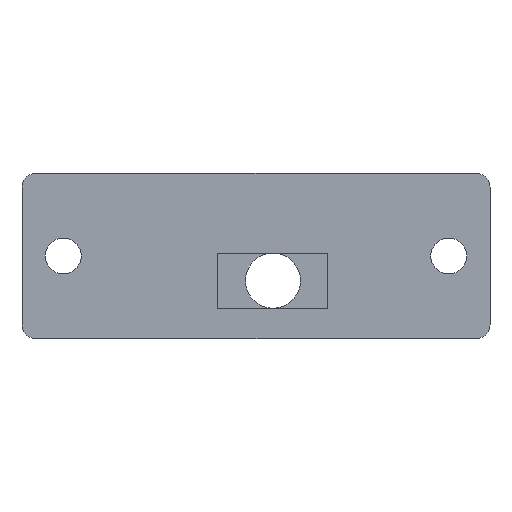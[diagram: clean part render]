
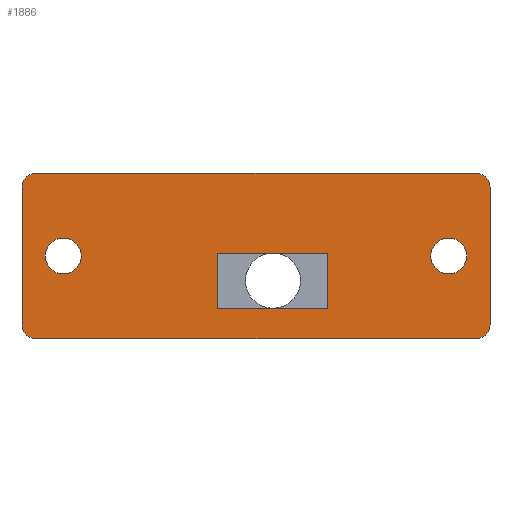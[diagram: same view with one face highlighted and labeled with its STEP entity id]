
A CAD part, front view. The second image highlights one B-rep face of the part: STEP entity #1886.
In plain terms, the highlighted planar face has unit normal (0, -1, 0).
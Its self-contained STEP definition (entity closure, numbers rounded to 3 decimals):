
#7 = VERTEX_POINT ( 'NONE', #460 ) ;
#9 = CARTESIAN_POINT ( 'NONE',  ( 0., 0., 0. ) ) ;
#29 = LINE ( 'NONE', #1000, #107 ) ;
#33 = DIRECTION ( 'NONE',  ( 0., 0., 1. ) ) ;
#36 = CIRCLE ( 'NONE', #735, 6.5 ) ;
#66 = AXIS2_PLACEMENT_3D ( 'NONE', #929, #1103, #514 ) ;
#79 = EDGE_CURVE ( 'NONE', #871, #829, #1224, .T. ) ;
#81 = DIRECTION ( 'NONE',  ( 1., 0., 0. ) ) ;
#97 = DIRECTION ( 'NONE',  ( 0., 0., 1. ) ) ;
#107 = VECTOR ( 'NONE', #822, 1000. ) ;
#132 = EDGE_CURVE ( 'NONE', #285, #745, #1611, .T. ) ;
#150 = VERTEX_POINT ( 'NONE', #1889 ) ;
#151 = ORIENTED_EDGE ( 'NONE', *, *, #1710, .F. ) ;
#162 = ORIENTED_EDGE ( 'NONE', *, *, #1771, .F. ) ;
#164 = FACE_BOUND ( 'NONE', #605, .T. ) ;
#184 = VECTOR ( 'NONE', #1918, 1000. ) ;
#202 = DIRECTION ( 'NONE',  ( 0., 0., -1. ) ) ;
#204 = EDGE_LOOP ( 'NONE', ( #666, #591, #791, #450 ) ) ;
#206 = EDGE_CURVE ( 'NONE', #774, #301, #1342, .T. ) ;
#251 = CARTESIAN_POINT ( 'NONE',  ( -70., 0., 0. ) ) ;
#255 = DIRECTION ( 'NONE',  ( -1., 0., 0. ) ) ;
#256 = VECTOR ( 'NONE', #564, 1000. ) ;
#262 = LINE ( 'NONE', #888, #1311 ) ;
#285 = VERTEX_POINT ( 'NONE', #1791 ) ;
#298 = CARTESIAN_POINT ( 'NONE',  ( -13.849, 0., 1. ) ) ;
#300 = CARTESIAN_POINT ( 'NONE',  ( 80., 0., -30. ) ) ;
#301 = VERTEX_POINT ( 'NONE', #1807 ) ;
#306 = DIRECTION ( 'NONE',  ( 0., -1., 0. ) ) ;
#311 = CARTESIAN_POINT ( 'NONE',  ( -80., 0., -25. ) ) ;
#329 = DIRECTION ( 'NONE',  ( 0., 0., 1. ) ) ;
#331 = ORIENTED_EDGE ( 'NONE', *, *, #1131, .F. ) ;
#373 = VERTEX_POINT ( 'NONE', #443 ) ;
#403 = DIRECTION ( 'NONE',  ( 0., -1., 0. ) ) ;
#441 = VERTEX_POINT ( 'NONE', #1598 ) ;
#443 = CARTESIAN_POINT ( 'NONE',  ( -70., 0., 6.5 ) ) ;
#450 = ORIENTED_EDGE ( 'NONE', *, *, #706, .T. ) ;
#460 = CARTESIAN_POINT ( 'NONE',  ( -80., 0., -30. ) ) ;
#466 = CIRCLE ( 'NONE', #1123, 6.5 ) ;
#514 = DIRECTION ( 'NONE',  ( 0., 0., 1. ) ) ;
#564 = DIRECTION ( 'NONE',  ( -1., 0., 0. ) ) ;
#578 = CARTESIAN_POINT ( 'NONE',  ( 26.151, 0., -19. ) ) ;
#591 = ORIENTED_EDGE ( 'NONE', *, *, #1477, .F. ) ;
#605 = EDGE_LOOP ( 'NONE', ( #1737, #162 ) ) ;
#639 = VECTOR ( 'NONE', #1441, 1000. ) ;
#664 = CARTESIAN_POINT ( 'NONE',  ( -13.849, 0., 1. ) ) ;
#666 = ORIENTED_EDGE ( 'NONE', *, *, #883, .F. ) ;
#672 = CARTESIAN_POINT ( 'NONE',  ( 80., 0., 25. ) ) ;
#685 = LINE ( 'NONE', #1271, #1015 ) ;
#692 = CARTESIAN_POINT ( 'NONE',  ( 26.151, 0., 1. ) ) ;
#706 = EDGE_CURVE ( 'NONE', #745, #150, #1475, .T. ) ;
#710 = CARTESIAN_POINT ( 'NONE',  ( 70., 0., 0. ) ) ;
#735 = AXIS2_PLACEMENT_3D ( 'NONE', #789, #1560, #1725 ) ;
#742 = LINE ( 'NONE', #298, #1855 ) ;
#745 = VERTEX_POINT ( 'NONE', #578 ) ;
#746 = VERTEX_POINT ( 'NONE', #1640 ) ;
#774 = VERTEX_POINT ( 'NONE', #300 ) ;
#787 = PLANE ( 'NONE',  #983 ) ;
#789 = CARTESIAN_POINT ( 'NONE',  ( -70., 0., 0. ) ) ;
#791 = ORIENTED_EDGE ( 'NONE', *, *, #132, .T. ) ;
#800 = EDGE_CURVE ( 'NONE', #1038, #7, #1340, .T. ) ;
#822 = DIRECTION ( 'NONE',  ( -1., 0., 0. ) ) ;
#829 = VERTEX_POINT ( 'NONE', #1841 ) ;
#863 = ORIENTED_EDGE ( 'NONE', *, *, #79, .T. ) ;
#871 = VERTEX_POINT ( 'NONE', #1564 ) ;
#875 = DIRECTION ( 'NONE',  ( 0., 0., 1. ) ) ;
#879 = AXIS2_PLACEMENT_3D ( 'NONE', #672, #1281, #1899 ) ;
#883 = EDGE_CURVE ( 'NONE', #1708, #150, #742, .T. ) ;
#888 = CARTESIAN_POINT ( 'NONE',  ( 26.151, 0., 1. ) ) ;
#929 = CARTESIAN_POINT ( 'NONE',  ( -80., 0., 25. ) ) ;
#983 = AXIS2_PLACEMENT_3D ( 'NONE', #9, #1248, #33 ) ;
#1000 = CARTESIAN_POINT ( 'NONE',  ( 85., 0., -30. ) ) ;
#1015 = VECTOR ( 'NONE', #81, 1000. ) ;
#1016 = EDGE_LOOP ( 'NONE', ( #151, #863, #1359, #1829, #1669, #1913, #331, #1251 ) ) ;
#1021 = CARTESIAN_POINT ( 'NONE',  ( -85., 0., 25. ) ) ;
#1024 = DIRECTION ( 'NONE',  ( 0., 0., 1. ) ) ;
#1038 = VERTEX_POINT ( 'NONE', #1106 ) ;
#1071 = CIRCLE ( 'NONE', #1838, 6.5 ) ;
#1077 = CARTESIAN_POINT ( 'NONE',  ( -80., 0., 30. ) ) ;
#1079 = DIRECTION ( 'NONE',  ( 0., 0., -1. ) ) ;
#1103 = DIRECTION ( 'NONE',  ( 0., -1., 0. ) ) ;
#1106 = CARTESIAN_POINT ( 'NONE',  ( -85., 0., -25. ) ) ;
#1107 = DIRECTION ( 'NONE',  ( 0., -1., 0. ) ) ;
#1123 = AXIS2_PLACEMENT_3D ( 'NONE', #251, #1609, #875 ) ;
#1131 = EDGE_CURVE ( 'NONE', #774, #7, #29, .T. ) ;
#1136 = CARTESIAN_POINT ( 'NONE',  ( 70., 0., 0. ) ) ;
#1189 = CARTESIAN_POINT ( 'NONE',  ( -70., 0., -6.5 ) ) ;
#1215 = CIRCLE ( 'NONE', #1768, 6.5 ) ;
#1224 = CIRCLE ( 'NONE', #879, 5. ) ;
#1243 = EDGE_CURVE ( 'NONE', #441, #746, #1071, .T. ) ;
#1248 = DIRECTION ( 'NONE',  ( 0., 1., 0. ) ) ;
#1250 = CARTESIAN_POINT ( 'NONE',  ( 85., 0., 30. ) ) ;
#1251 = ORIENTED_EDGE ( 'NONE', *, *, #206, .T. ) ;
#1252 = AXIS2_PLACEMENT_3D ( 'NONE', #311, #1107, #1528 ) ;
#1257 = CIRCLE ( 'NONE', #66, 5. ) ;
#1271 = CARTESIAN_POINT ( 'NONE',  ( 85., 0., 30. ) ) ;
#1272 = LINE ( 'NONE', #1250, #1928 ) ;
#1281 = DIRECTION ( 'NONE',  ( 0., -1., 0. ) ) ;
#1283 = VERTEX_POINT ( 'NONE', #1189 ) ;
#1309 = CARTESIAN_POINT ( 'NONE',  ( -85., 0., 30. ) ) ;
#1311 = VECTOR ( 'NONE', #255, 1000. ) ;
#1326 = EDGE_CURVE ( 'NONE', #373, #1283, #466, .T. ) ;
#1337 = DIRECTION ( 'NONE',  ( 0., -1., 0. ) ) ;
#1340 = CIRCLE ( 'NONE', #1252, 5. ) ;
#1342 = CIRCLE ( 'NONE', #1658, 5. ) ;
#1359 = ORIENTED_EDGE ( 'NONE', *, *, #1969, .F. ) ;
#1409 = FACE_BOUND ( 'NONE', #1984, .T. ) ;
#1437 = VERTEX_POINT ( 'NONE', #1021 ) ;
#1441 = DIRECTION ( 'NONE',  ( 0., 0., -1. ) ) ;
#1457 = EDGE_CURVE ( 'NONE', #1038, #1437, #1462, .T. ) ;
#1462 = LINE ( 'NONE', #1309, #184 ) ;
#1475 = LINE ( 'NONE', #1787, #256 ) ;
#1477 = EDGE_CURVE ( 'NONE', #285, #1708, #262, .T. ) ;
#1499 = CARTESIAN_POINT ( 'NONE',  ( 80., 0., -25. ) ) ;
#1528 = DIRECTION ( 'NONE',  ( 0., 0., 1. ) ) ;
#1544 = VERTEX_POINT ( 'NONE', #1077 ) ;
#1560 = DIRECTION ( 'NONE',  ( 0., -1., 0. ) ) ;
#1564 = CARTESIAN_POINT ( 'NONE',  ( 85., 0., 25. ) ) ;
#1598 = CARTESIAN_POINT ( 'NONE',  ( 70., 0., 6.5 ) ) ;
#1609 = DIRECTION ( 'NONE',  ( 0., -1., 0. ) ) ;
#1611 = LINE ( 'NONE', #692, #639 ) ;
#1640 = CARTESIAN_POINT ( 'NONE',  ( 70., 0., -6.5 ) ) ;
#1658 = AXIS2_PLACEMENT_3D ( 'NONE', #1499, #403, #97 ) ;
#1669 = ORIENTED_EDGE ( 'NONE', *, *, #1457, .F. ) ;
#1708 = VERTEX_POINT ( 'NONE', #664 ) ;
#1710 = EDGE_CURVE ( 'NONE', #871, #301, #1272, .T. ) ;
#1725 = DIRECTION ( 'NONE',  ( 0., 0., 1. ) ) ;
#1737 = ORIENTED_EDGE ( 'NONE', *, *, #1243, .F. ) ;
#1744 = EDGE_CURVE ( 'NONE', #1544, #1437, #1257, .T. ) ;
#1768 = AXIS2_PLACEMENT_3D ( 'NONE', #1136, #306, #329 ) ;
#1771 = EDGE_CURVE ( 'NONE', #746, #441, #1215, .T. ) ;
#1787 = CARTESIAN_POINT ( 'NONE',  ( 26.151, 0., -19. ) ) ;
#1791 = CARTESIAN_POINT ( 'NONE',  ( 26.151, 0., 1. ) ) ;
#1795 = EDGE_CURVE ( 'NONE', #1283, #373, #36, .T. ) ;
#1807 = CARTESIAN_POINT ( 'NONE',  ( 85., 0., -25. ) ) ;
#1817 = FACE_OUTER_BOUND ( 'NONE', #1016, .T. ) ;
#1829 = ORIENTED_EDGE ( 'NONE', *, *, #1744, .T. ) ;
#1838 = AXIS2_PLACEMENT_3D ( 'NONE', #710, #1337, #1024 ) ;
#1841 = CARTESIAN_POINT ( 'NONE',  ( 80., 0., 30. ) ) ;
#1855 = VECTOR ( 'NONE', #1079, 1000. ) ;
#1857 = ORIENTED_EDGE ( 'NONE', *, *, #1795, .F. ) ;
#1859 = ORIENTED_EDGE ( 'NONE', *, *, #1326, .F. ) ;
#1871 = FACE_BOUND ( 'NONE', #204, .T. ) ;
#1886 = ADVANCED_FACE ( 'NONE', ( #1409, #164, #1871, #1817 ), #787, .F. ) ;
#1889 = CARTESIAN_POINT ( 'NONE',  ( -13.849, 0., -19. ) ) ;
#1899 = DIRECTION ( 'NONE',  ( 0., 0., 1. ) ) ;
#1913 = ORIENTED_EDGE ( 'NONE', *, *, #800, .T. ) ;
#1918 = DIRECTION ( 'NONE',  ( 0., 0., 1. ) ) ;
#1928 = VECTOR ( 'NONE', #202, 1000. ) ;
#1969 = EDGE_CURVE ( 'NONE', #1544, #829, #685, .T. ) ;
#1984 = EDGE_LOOP ( 'NONE', ( #1859, #1857 ) ) ;
